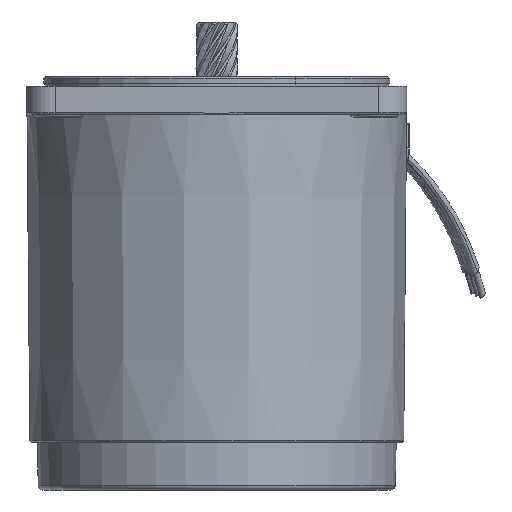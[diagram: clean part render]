
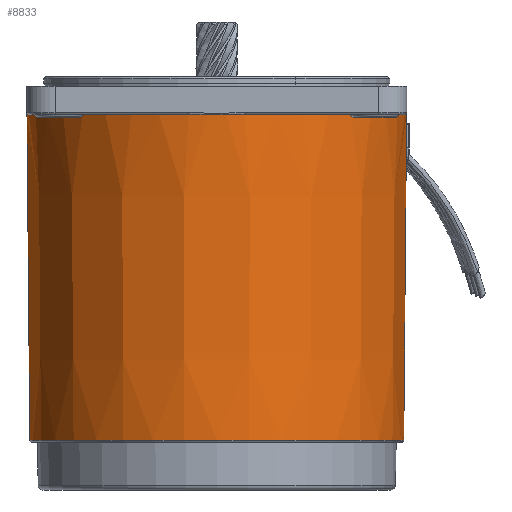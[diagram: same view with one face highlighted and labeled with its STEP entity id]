
A CAD part, left-side view. The second image highlights one B-rep face of the part: STEP entity #8833.
In plain terms, the highlighted conical face has half-angle 0.5 degrees and reference radius 39.35 mm.
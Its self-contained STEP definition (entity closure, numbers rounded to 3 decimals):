
#7654 = VERTEX_POINT ( 'NONE', #15765 ) ;
#7666 = VERTEX_POINT ( 'NONE', #15820 ) ;
#7922 = VERTEX_POINT ( 'NONE', #16396 ) ;
#7923 = VERTEX_POINT ( 'NONE', #16395 ) ;
#8052 = EDGE_CURVE ( 'NONE', #7654, #7666, #16733, .T. ) ;
#8118 = VERTEX_POINT ( 'NONE', #17249 ) ;
#8177 = ORIENTED_EDGE ( 'NONE', *, *, #8592, .F. ) ;
#8189 = ORIENTED_EDGE ( 'NONE', *, *, #9283, .F. ) ;
#8374 = EDGE_CURVE ( 'NONE', #8854, #7922, #18344, .T. ) ;
#8411 = ORIENTED_EDGE ( 'NONE', *, *, #8839, .F. ) ;
#8415 = EDGE_LOOP ( 'NONE', ( #8587, #8612, #8177, #8411, #8630, #8189, #9280, #9486 ) ) ;
#8587 = ORIENTED_EDGE ( 'NONE', *, *, #8052, .T. ) ;
#8589 = EDGE_CURVE ( 'NONE', #7666, #7923, #18771, .T. ) ;
#8592 = EDGE_CURVE ( 'NONE', #8632, #7923, #18245, .T. ) ;
#8612 = ORIENTED_EDGE ( 'NONE', *, *, #8589, .T. ) ;
#8630 = ORIENTED_EDGE ( 'NONE', *, *, #8374, .F. ) ;
#8632 = VERTEX_POINT ( 'NONE', #18883 ) ;
#8833 = ADVANCED_FACE ( 'NONE', ( #19248 ), #19251, .T. ) ;
#8839 = EDGE_CURVE ( 'NONE', #7922, #8632, #19293, .T. ) ;
#8852 = VERTEX_POINT ( 'NONE', #19333 ) ;
#8854 = VERTEX_POINT ( 'NONE', #19331 ) ;
#9280 = ORIENTED_EDGE ( 'NONE', *, *, #9479, .F. ) ;
#9283 = EDGE_CURVE ( 'NONE', #8852, #8854, #19938, .T. ) ;
#9479 = EDGE_CURVE ( 'NONE', #8118, #8852, #19936, .T. ) ;
#9486 = ORIENTED_EDGE ( 'NONE', *, *, #9489, .F. ) ;
#9489 = EDGE_CURVE ( 'NONE', #7654, #8118, #19921, .T. ) ;
#15765 = CARTESIAN_POINT ( 'NONE',  ( 39.35, 0., -74.504 ) ) ;
#15820 = CARTESIAN_POINT ( 'NONE',  ( -39.35, 0., -74.504 ) ) ;
#16395 = CARTESIAN_POINT ( 'NONE',  ( -39.948, 0., -6. ) ) ;
#16396 = CARTESIAN_POINT ( 'NONE',  ( -5.964, 39.5, -6. ) ) ;
#16733 = CIRCLE ( 'NONE', #16750, 39.35 ) ;
#16743 = DIRECTION ( 'NONE',  ( 1., 0., 0. ) ) ;
#16744 = DIRECTION ( 'NONE',  ( 0., 0., 1. ) ) ;
#16745 = CARTESIAN_POINT ( 'NONE',  ( 0., 0., -74.504 ) ) ;
#16750 = AXIS2_PLACEMENT_3D ( 'NONE', #16745, #16744, #16743 ) ;
#17249 = CARTESIAN_POINT ( 'NONE',  ( 39.948, 0., -6. ) ) ;
#17649 = CARTESIAN_POINT ( 'NONE',  ( 0., 0., -6. ) ) ;
#18244 = AXIS2_PLACEMENT_3D ( 'NONE', #17649, #18502, #18500 ) ;
#18245 = CIRCLE ( 'NONE', #18244, 39.948 ) ;
#18333 = DIRECTION ( 'NONE',  ( 1., 0., 0. ) ) ;
#18334 = DIRECTION ( 'NONE',  ( 0., 0., 1. ) ) ;
#18341 = AXIS2_PLACEMENT_3D ( 'NONE', #18351, #18334, #18333 ) ;
#18344 = CIRCLE ( 'NONE', #18341, 39.948 ) ;
#18351 = CARTESIAN_POINT ( 'NONE',  ( 0., 0., -6. ) ) ;
#18500 = DIRECTION ( 'NONE',  ( 1., 0., 0. ) ) ;
#18502 = DIRECTION ( 'NONE',  ( 0., 0., 1. ) ) ;
#18762 = DIRECTION ( 'NONE',  ( -0.009, 0., 1. ) ) ;
#18763 = VECTOR ( 'NONE', #18762, 1000. ) ;
#18770 = CARTESIAN_POINT ( 'NONE',  ( -39.35, 0., -74.504 ) ) ;
#18771 = LINE ( 'NONE', #18770, #18763 ) ;
#18883 = CARTESIAN_POINT ( 'NONE',  ( -39.5, 5.964, -6. ) ) ;
#19244 = CARTESIAN_POINT ( 'NONE',  ( 0., 0., -74.504 ) ) ;
#19247 = DIRECTION ( 'NONE',  ( 0., 0., 1. ) ) ;
#19248 = FACE_OUTER_BOUND ( 'NONE', #8415, .T. ) ;
#19251 = CONICAL_SURFACE ( 'NONE', #19301, 39.35, 0.009 ) ;
#19289 = DIRECTION ( 'NONE',  ( 1., 0., 0. ) ) ;
#19290 = DIRECTION ( 'NONE',  ( 0., 0., 1. ) ) ;
#19291 = CARTESIAN_POINT ( 'NONE',  ( 0., 0., -6. ) ) ;
#19292 = AXIS2_PLACEMENT_3D ( 'NONE', #19291, #19290, #19289 ) ;
#19293 = CIRCLE ( 'NONE', #19292, 39.948 ) ;
#19298 = DIRECTION ( 'NONE',  ( 1., 0., 0. ) ) ;
#19301 = AXIS2_PLACEMENT_3D ( 'NONE', #19244, #19247, #19298 ) ;
#19331 = CARTESIAN_POINT ( 'NONE',  ( 5.964, 39.5, -6. ) ) ;
#19333 = CARTESIAN_POINT ( 'NONE',  ( 39.5, 5.964, -6. ) ) ;
#19895 = AXIS2_PLACEMENT_3D ( 'NONE', #19933, #19932, #19931 ) ;
#19920 = CARTESIAN_POINT ( 'NONE',  ( 0., 0., -6. ) ) ;
#19921 = LINE ( 'NONE', #19976, #19975 ) ;
#19931 = DIRECTION ( 'NONE',  ( 1., 0., 0. ) ) ;
#19932 = DIRECTION ( 'NONE',  ( 0., 0., 1. ) ) ;
#19933 = CARTESIAN_POINT ( 'NONE',  ( 0., 0., -6. ) ) ;
#19936 = CIRCLE ( 'NONE', #19980, 39.948 ) ;
#19938 = CIRCLE ( 'NONE', #19895, 39.948 ) ;
#19974 = DIRECTION ( 'NONE',  ( 0.009, 0., 1. ) ) ;
#19975 = VECTOR ( 'NONE', #19974, 1000. ) ;
#19976 = CARTESIAN_POINT ( 'NONE',  ( 39.35, 0., -74.504 ) ) ;
#19978 = DIRECTION ( 'NONE',  ( 1., 0., 0. ) ) ;
#19979 = DIRECTION ( 'NONE',  ( 0., 0., 1. ) ) ;
#19980 = AXIS2_PLACEMENT_3D ( 'NONE', #19920, #19979, #19978 ) ;
